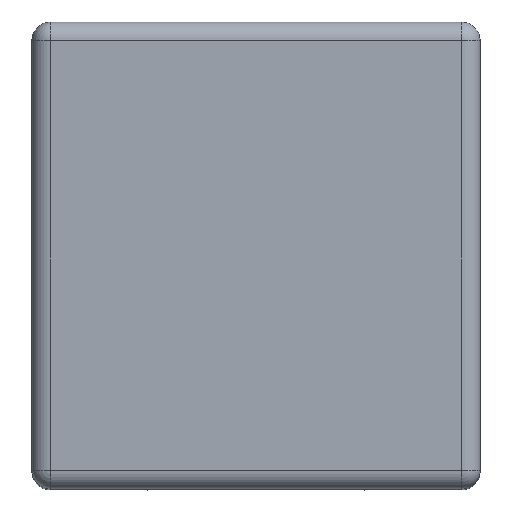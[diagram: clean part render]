
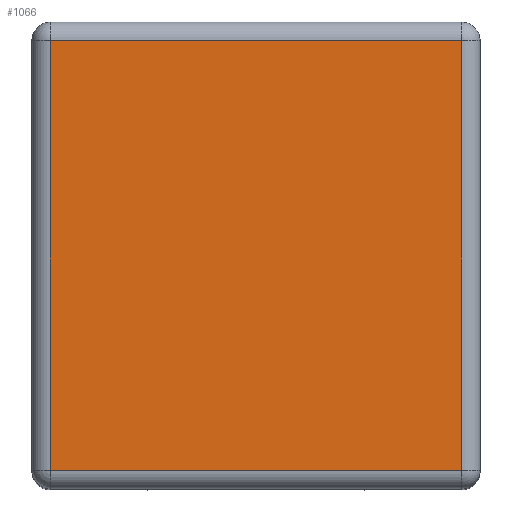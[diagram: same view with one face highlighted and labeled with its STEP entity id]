
A CAD part, top view. The second image highlights one B-rep face of the part: STEP entity #1066.
In plain terms, the highlighted free-form (B-spline) face has degree [1, 1] with [2, 2] control points.
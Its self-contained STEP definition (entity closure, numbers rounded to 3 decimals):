
#887=CARTESIAN_POINT('',(3.3,-3.45,9.0));
#888=VERTEX_POINT('',#887);
#912=CARTESIAN_POINT('',(3.3,3.45,9.0));
#913=VERTEX_POINT('',#912);
#936=CARTESIAN_POINT('',(-3.3,-3.45,9.0));
#937=VERTEX_POINT('',#936);
#961=CARTESIAN_POINT('',(-3.3,3.45,9.0));
#962=VERTEX_POINT('',#961);
#995=CARTESIAN_POINT('',(-3.3,-3.45,9.0));
#996=DIRECTION('',(0.0,1.0,0.0));
#997=VECTOR('',#996,6.9);
#998=LINE('',#995,#997);
#999=EDGE_CURVE('',#937,#962,#998,.T.);
#1012=CARTESIAN_POINT('',(-3.3,3.45,9.0));
#1013=DIRECTION('',(1.0,0.0,0.0));
#1014=VECTOR('',#1013,6.6);
#1015=LINE('',#1012,#1014);
#1016=EDGE_CURVE('',#962,#913,#1015,.T.);
#1029=CARTESIAN_POINT('',(3.3,-3.45,9.0));
#1030=DIRECTION('',(-1.0,0.0,0.0));
#1031=VECTOR('',#1030,6.6);
#1032=LINE('',#1029,#1031);
#1033=EDGE_CURVE('',#888,#937,#1032,.T.);
#1046=CARTESIAN_POINT('',(3.3,3.45,9.0));
#1047=DIRECTION('',(0.0,-1.0,0.0));
#1048=VECTOR('',#1047,6.9);
#1049=LINE('',#1046,#1048);
#1050=EDGE_CURVE('',#913,#888,#1049,.T.);
#1055=CARTESIAN_POINT('',(-3.3,-3.45,9.0));
#1056=CARTESIAN_POINT('',(3.3,-3.45,9.0));
#1057=CARTESIAN_POINT('',(-3.3,3.45,9.0));
#1058=CARTESIAN_POINT('',(3.3,3.45,9.0));
#1059=B_SPLINE_SURFACE_WITH_KNOTS('',1,1,((#1055,#1057),(#1056,#1058)),.UNSPECIFIED.,.F.,.F.,.U.,(2,2),(2,2),(0.0,6.6),(0.0,6.9),.UNSPECIFIED.);
#1060=ORIENTED_EDGE('',*,*,#999,.F.);
#1061=ORIENTED_EDGE('',*,*,#1033,.F.);
#1062=ORIENTED_EDGE('',*,*,#1050,.F.);
#1063=ORIENTED_EDGE('',*,*,#1016,.F.);
#1064=EDGE_LOOP('',(#1060,#1061,#1062,#1063));
#1065=FACE_OUTER_BOUND('',#1064,.T.);
#1066=ADVANCED_FACE('',(#1065),#1059,.T.);
